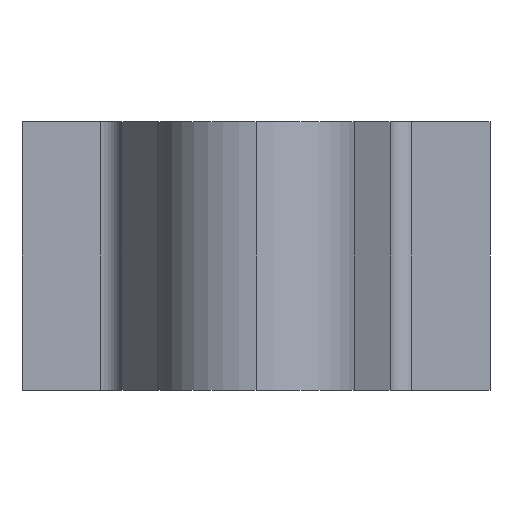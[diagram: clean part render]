
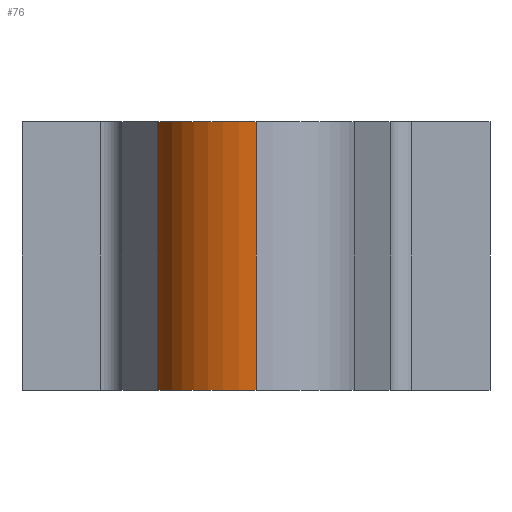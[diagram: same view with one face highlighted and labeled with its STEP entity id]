
A CAD part, front view. The second image highlights one B-rep face of the part: STEP entity #76.
In plain terms, the highlighted cylindrical face has radius 0.25 mm (diameter 0.5 mm), a partial arc.
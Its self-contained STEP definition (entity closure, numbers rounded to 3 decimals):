
#15 = EDGE_CURVE ( 'NONE', #577, #661, #463, .T. ) ;
#56 = EDGE_CURVE ( 'NONE', #554, #601, #646, .T. ) ;
#59 = EDGE_CURVE ( 'NONE', #601, #577, #147, .T. ) ;
#70 = EDGE_CURVE ( 'NONE', #661, #554, #140, .T. ) ;
#76 = ADVANCED_FACE ( 'NONE', ( #666 ), #639, .T. ) ;
#99 = VECTOR ( 'NONE', #407, 1000. ) ;
#113 = AXIS2_PLACEMENT_3D ( 'NONE', #387, #388, #363 ) ;
#130 = VECTOR ( 'NONE', #244, 1000. ) ;
#140 = CIRCLE ( 'NONE', #178, 0.25 ) ;
#143 = AXIS2_PLACEMENT_3D ( 'NONE', #410, #412, #411 ) ;
#147 = CIRCLE ( 'NONE', #143, 0.25 ) ;
#178 = AXIS2_PLACEMENT_3D ( 'NONE', #380, #382, #381 ) ;
#199 = CARTESIAN_POINT ( 'NONE',  ( 0., 0., 0. ) ) ;
#204 = CARTESIAN_POINT ( 'NONE',  ( -0.231, 0.185, 0. ) ) ;
#225 = CARTESIAN_POINT ( 'NONE',  ( -0.231, 0.185, -0.63 ) ) ;
#244 = DIRECTION ( 'NONE',  ( 0., 0., -1. ) ) ;
#245 = CARTESIAN_POINT ( 'NONE',  ( 0., 0., -0.315 ) ) ;
#363 = DIRECTION ( 'NONE',  ( 1., 0., 0. ) ) ;
#380 = CARTESIAN_POINT ( 'NONE',  ( 0.011, 0.25, -0.63 ) ) ;
#381 = DIRECTION ( 'NONE',  ( -1., 0., 0. ) ) ;
#382 = DIRECTION ( 'NONE',  ( 0., 0., -1. ) ) ;
#387 = CARTESIAN_POINT ( 'NONE',  ( 0.011, 0.25, -0.63 ) ) ;
#388 = DIRECTION ( 'NONE',  ( 0., 0., 1. ) ) ;
#406 = CARTESIAN_POINT ( 'NONE',  ( -0.231, 0.185, -0.63 ) ) ;
#407 = DIRECTION ( 'NONE',  ( 0., 0., 1. ) ) ;
#410 = CARTESIAN_POINT ( 'NONE',  ( 0.011, 0.25, 0. ) ) ;
#411 = DIRECTION ( 'NONE',  ( -1., 0., 0. ) ) ;
#412 = DIRECTION ( 'NONE',  ( 0., 0., 1. ) ) ;
#421 = CARTESIAN_POINT ( 'NONE',  ( 0., 0., -0.63 ) ) ;
#463 = LINE ( 'NONE', #245, #130 ) ;
#494 = ORIENTED_EDGE ( 'NONE', *, *, #59, .F. ) ;
#496 = ORIENTED_EDGE ( 'NONE', *, *, #15, .F. ) ;
#497 = ORIENTED_EDGE ( 'NONE', *, *, #70, .F. ) ;
#498 = ORIENTED_EDGE ( 'NONE', *, *, #56, .F. ) ;
#554 = VERTEX_POINT ( 'NONE', #225 ) ;
#557 = EDGE_LOOP ( 'NONE', ( #498, #497, #496, #494 ) ) ;
#577 = VERTEX_POINT ( 'NONE', #199 ) ;
#601 = VERTEX_POINT ( 'NONE', #204 ) ;
#639 = CYLINDRICAL_SURFACE ( 'NONE', #113, 0.25 ) ;
#646 = LINE ( 'NONE', #406, #99 ) ;
#661 = VERTEX_POINT ( 'NONE', #421 ) ;
#666 = FACE_OUTER_BOUND ( 'NONE', #557, .T. ) ;
